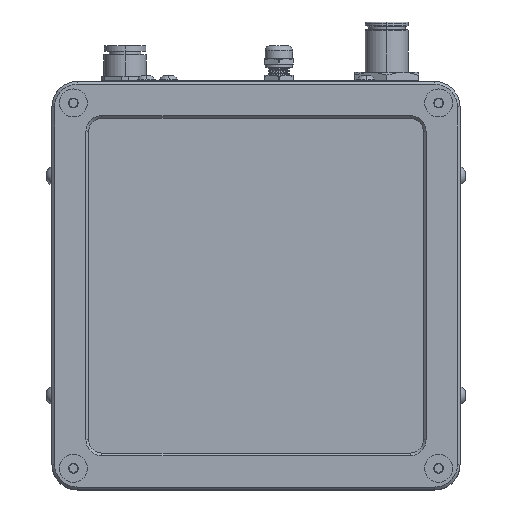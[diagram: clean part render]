
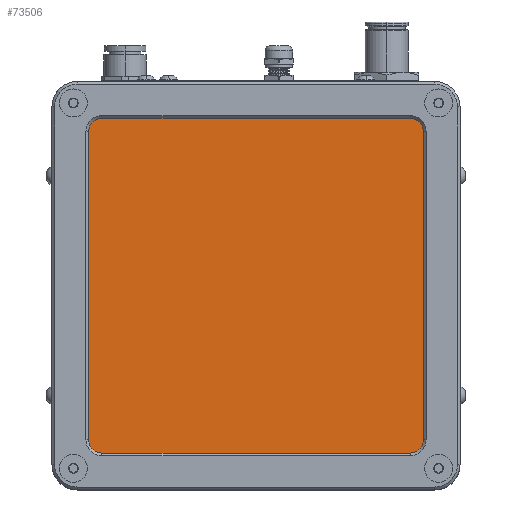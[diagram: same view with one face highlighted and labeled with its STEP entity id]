
A CAD part, top view. The second image highlights one B-rep face of the part: STEP entity #73506.
In plain terms, the highlighted planar face has unit normal (0, 0, 1).
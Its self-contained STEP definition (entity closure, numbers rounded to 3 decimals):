
#1779 = CIRCLE ( 'NONE', #32090, 5. ) ;
#5436 = CARTESIAN_POINT ( 'NONE',  ( -54.622, 74.424, 30.506 ) ) ;
#9485 = CARTESIAN_POINT ( 'NONE',  ( 70.378, -50.576, 30.506 ) ) ;
#9496 = DIRECTION ( 'NONE',  ( 1., 0., 0. ) ) ;
#11469 = CARTESIAN_POINT ( 'NONE',  ( -54.622, 69.424, 30.506 ) ) ;
#14879 = EDGE_CURVE ( 'NONE', #133808, #122647, #21653, .T. ) ;
#15893 = PLANE ( 'NONE',  #113597 ) ;
#17337 = DIRECTION ( 'NONE',  ( -1., 0., 0. ) ) ;
#18992 = EDGE_CURVE ( 'NONE', #50321, #133808, #19825, .T. ) ;
#19825 = CIRCLE ( 'NONE', #109761, 5. ) ;
#20125 = CARTESIAN_POINT ( 'NONE',  ( 70.378, 69.424, 30.506 ) ) ;
#20896 = LINE ( 'NONE', #5436, #111729 ) ;
#21653 = LINE ( 'NONE', #9485, #144080 ) ;
#23370 = DIRECTION ( 'NONE',  ( 0., -1., 0. ) ) ;
#27779 = DIRECTION ( 'NONE',  ( 0., 1., 0. ) ) ;
#28504 = AXIS2_PLACEMENT_3D ( 'NONE', #125286, #54325, #137231 ) ;
#30965 = CARTESIAN_POINT ( 'NONE',  ( -54.622, -55.576, 30.506 ) ) ;
#32090 = AXIS2_PLACEMENT_3D ( 'NONE', #36991, #119879, #48952 ) ;
#36077 = VERTEX_POINT ( 'NONE', #83451 ) ;
#36740 = CARTESIAN_POINT ( 'NONE',  ( 65.378, 74.424, 30.506 ) ) ;
#36991 = CARTESIAN_POINT ( 'NONE',  ( -54.622, -50.576, 30.506 ) ) ;
#38699 = EDGE_LOOP ( 'NONE', ( #107517, #64755, #79076, #65958, #107698, #92490, #95340, #152441 ) ) ;
#40481 = CARTESIAN_POINT ( 'NONE',  ( 65.378, -50.576, 30.506 ) ) ;
#47934 = FACE_OUTER_BOUND ( 'NONE', #38699, .T. ) ;
#48952 = DIRECTION ( 'NONE',  ( 0., 1., 0. ) ) ;
#50321 = VERTEX_POINT ( 'NONE', #90145 ) ;
#50806 = DIRECTION ( 'NONE',  ( 0., -1., 0. ) ) ;
#52095 = CARTESIAN_POINT ( 'NONE',  ( -59.622, -50.576, 30.506 ) ) ;
#52475 = DIRECTION ( 'NONE',  ( 0., 1., 0. ) ) ;
#52885 = LINE ( 'NONE', #121746, #147479 ) ;
#54325 = DIRECTION ( 'NONE',  ( 0., 0., 1. ) ) ;
#64755 = ORIENTED_EDGE ( 'NONE', *, *, #85859, .T. ) ;
#65958 = ORIENTED_EDGE ( 'NONE', *, *, #122366, .T. ) ;
#72694 = EDGE_CURVE ( 'NONE', #89973, #151208, #1779, .T. ) ;
#73506 = ADVANCED_FACE ( 'NONE', ( #47934 ), #15893, .F. ) ;
#74955 = CARTESIAN_POINT ( 'NONE',  ( 65.378, 69.424, 30.506 ) ) ;
#76879 = VERTEX_POINT ( 'NONE', #36740 ) ;
#78729 = VECTOR ( 'NONE', #9496, 1000. ) ;
#79076 = ORIENTED_EDGE ( 'NONE', *, *, #134473, .T. ) ;
#83451 = CARTESIAN_POINT ( 'NONE',  ( -59.622, 69.424, 30.506 ) ) ;
#84583 = EDGE_CURVE ( 'NONE', #151208, #50321, #113996, .T. ) ;
#85859 = EDGE_CURVE ( 'NONE', #76879, #150881, #20896, .T. ) ;
#89363 = CARTESIAN_POINT ( 'NONE',  ( 70.378, -50.576, 30.506 ) ) ;
#89973 = VERTEX_POINT ( 'NONE', #52095 ) ;
#90145 = CARTESIAN_POINT ( 'NONE',  ( 65.378, -55.576, 30.506 ) ) ;
#92490 = ORIENTED_EDGE ( 'NONE', *, *, #84583, .T. ) ;
#93205 = AXIS2_PLACEMENT_3D ( 'NONE', #11469, #94332, #23370 ) ;
#94332 = DIRECTION ( 'NONE',  ( 0., 0., 1. ) ) ;
#95340 = ORIENTED_EDGE ( 'NONE', *, *, #18992, .T. ) ;
#101200 = CIRCLE ( 'NONE', #93205, 5. ) ;
#104774 = DIRECTION ( 'NONE',  ( 0., 1., 0. ) ) ;
#107517 = ORIENTED_EDGE ( 'NONE', *, *, #132726, .T. ) ;
#107698 = ORIENTED_EDGE ( 'NONE', *, *, #72694, .T. ) ;
#109761 = AXIS2_PLACEMENT_3D ( 'NONE', #40481, #123418, #52475 ) ;
#111729 = VECTOR ( 'NONE', #17337, 1000. ) ;
#113597 = AXIS2_PLACEMENT_3D ( 'NONE', #74955, #146047, #27779 ) ;
#113996 = LINE ( 'NONE', #127636, #78729 ) ;
#119879 = DIRECTION ( 'NONE',  ( 0., 0., 1. ) ) ;
#121746 = CARTESIAN_POINT ( 'NONE',  ( -59.622, -50.576, 30.506 ) ) ;
#122366 = EDGE_CURVE ( 'NONE', #36077, #89973, #52885, .T. ) ;
#122647 = VERTEX_POINT ( 'NONE', #20125 ) ;
#123418 = DIRECTION ( 'NONE',  ( 0., 0., 1. ) ) ;
#125286 = CARTESIAN_POINT ( 'NONE',  ( 65.378, 69.424, 30.506 ) ) ;
#127636 = CARTESIAN_POINT ( 'NONE',  ( -54.622, -55.576, 30.506 ) ) ;
#132174 = CARTESIAN_POINT ( 'NONE',  ( -54.622, 74.424, 30.506 ) ) ;
#132726 = EDGE_CURVE ( 'NONE', #122647, #76879, #137104, .T. ) ;
#133808 = VERTEX_POINT ( 'NONE', #89363 ) ;
#134473 = EDGE_CURVE ( 'NONE', #150881, #36077, #101200, .T. ) ;
#137104 = CIRCLE ( 'NONE', #28504, 5. ) ;
#137231 = DIRECTION ( 'NONE',  ( 0., 1., 0. ) ) ;
#144080 = VECTOR ( 'NONE', #104774, 1000. ) ;
#146047 = DIRECTION ( 'NONE',  ( 0., 0., -1. ) ) ;
#147479 = VECTOR ( 'NONE', #50806, 1000. ) ;
#150881 = VERTEX_POINT ( 'NONE', #132174 ) ;
#151208 = VERTEX_POINT ( 'NONE', #30965 ) ;
#152441 = ORIENTED_EDGE ( 'NONE', *, *, #14879, .T. ) ;
